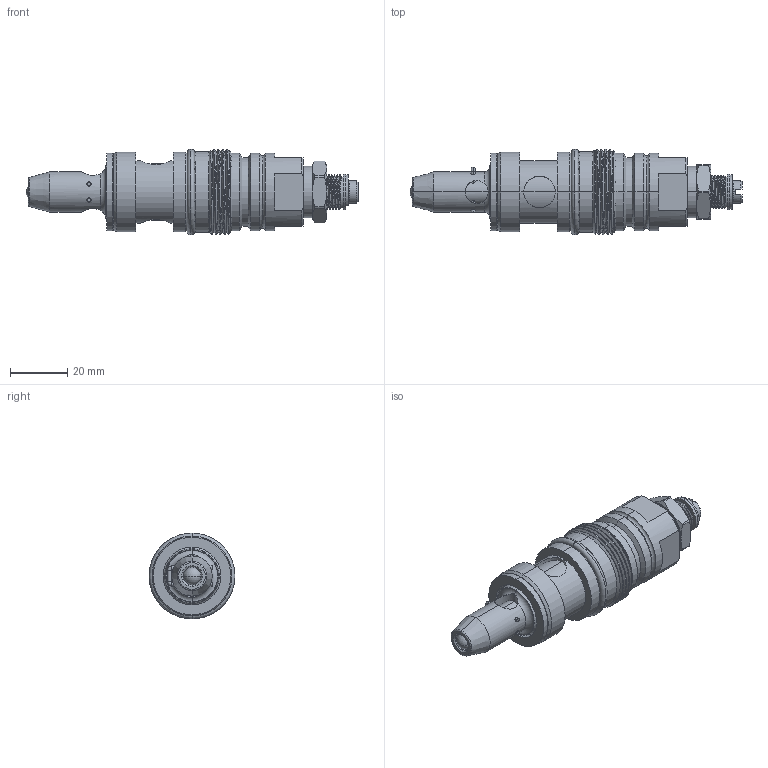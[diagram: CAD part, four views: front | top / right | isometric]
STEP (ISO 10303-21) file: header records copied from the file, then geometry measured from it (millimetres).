
FILE_DESCRIPTION (( 'STEP AP203' ), '1' );
FILE_NAME ('RD30R20-L.STEP', '2016-08-01T05:20:48', ( '' ), ( '' ), 'SwSTEP 2.0', 'SolidWorks 2012', '' );
FILE_SCHEMA (( 'CONFIG_CONTROL_DESIGN' ));
Length unit declared in the file: millimetre
Products named in the file (1): RD30R20-L
Bounding box: 115.7 x 29.9 x 29.9 mm (x, y, z)
Volume: 43505.5 mm3; surface area: 14327.1 mm2
Topology: 6 solids, 6 shells, 287 faces, 709 edges, 444 vertices
Faces by surface type: cylinder 145, cone 62, plane 49, torus 20, bspline 9, sphere 2
Entity records: 14414 total; most frequent: CARTESIAN_POINT 7860, ORIENTED_EDGE 1418, DIRECTION 1312, EDGE_CURVE 709, AXIS2_PLACEMENT_3D 540, VERTEX_POINT 444, EDGE_LOOP 313, FACE_OUTER_BOUND 287
